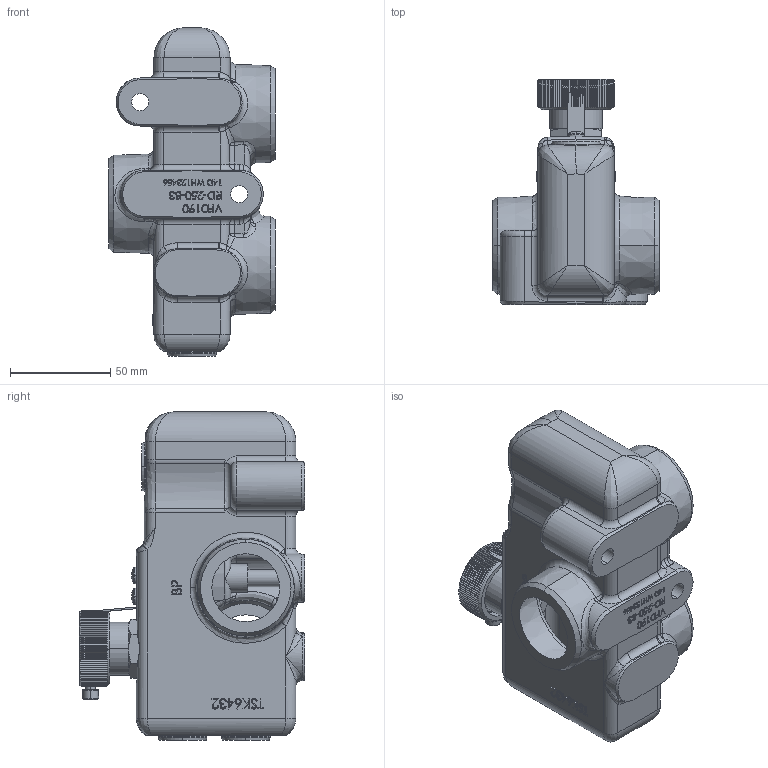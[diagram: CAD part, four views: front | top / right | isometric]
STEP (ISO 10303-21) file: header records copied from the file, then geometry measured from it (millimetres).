
FILE_DESCRIPTION (( 'STEP AP214' ), '1' );
FILE_NAME ('TSK6434-UP.STEP', '2024-06-12T13:01:25', ( '' ), ( '' ), 'SwSTEP 2.0', 'SolidWorks 2023', '' );
FILE_SCHEMA (( 'AUTOMOTIVE_DESIGN' ));
Length unit declared in the file: millimetre
Products named in the file (1): TSK6434-UP
Bounding box: 83 x 112.72 x 163.91 mm (x, y, z)
Surface area: 61887.8 mm2 (no closed solid volume)
Topology: 0 solids, 15 shells, 982 faces, 3393 edges, 2237 vertices
Faces by surface type: plane 562, bspline 184, cylinder 115, cone 53, torus 47, sphere 21
Entity records: 51062 total; most frequent: CARTESIAN_POINT 24976, ORIENTED_EDGE 5550, DIRECTION 4490, EDGE_CURVE 3374, VERTEX_POINT 2237, LINE 1558, VECTOR 1558, AXIS2_PLACEMENT_3D 1466
